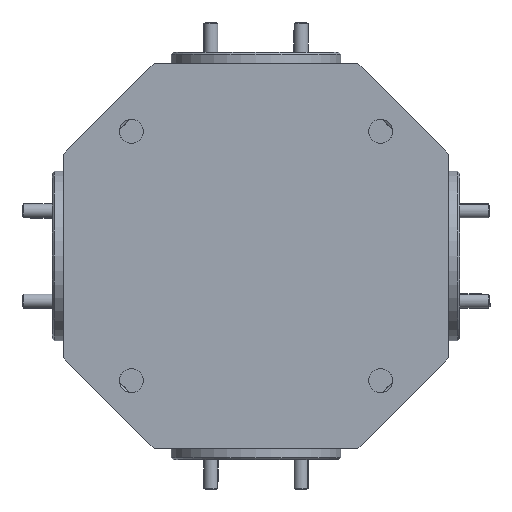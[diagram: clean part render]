
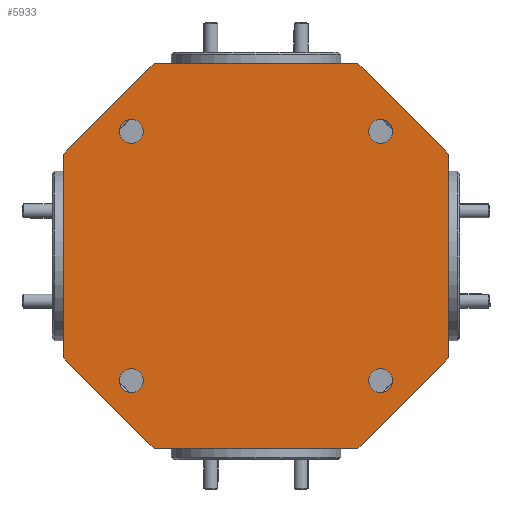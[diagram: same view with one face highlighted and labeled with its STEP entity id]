
A CAD part, front view. The second image highlights one B-rep face of the part: STEP entity #5933.
In plain terms, the highlighted planar face has unit normal (0, -1, 0).
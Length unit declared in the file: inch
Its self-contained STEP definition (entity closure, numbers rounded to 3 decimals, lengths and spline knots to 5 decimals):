
#26 = DIRECTION ( 'NONE',  ( -0.707, 0., 0.707 ) ) ;
#68 = VERTEX_POINT ( 'NONE', #1561 ) ;
#176 = CARTESIAN_POINT ( 'NONE',  ( -0.55, 0., 0.49675 ) ) ;
#268 = CARTESIAN_POINT ( 'NONE',  ( -0.85, 0., -0.45 ) ) ;
#372 = DIRECTION ( 'NONE',  ( 0., 0., -1. ) ) ;
#452 = VERTEX_POINT ( 'NONE', #7944 ) ;
#477 = CARTESIAN_POINT ( 'NONE',  ( -0.85, 0., 0.85 ) ) ;
#541 = CARTESIAN_POINT ( 'NONE',  ( 0.55, 0., -0.55 ) ) ;
#573 = CARTESIAN_POINT ( 'NONE',  ( 0.55, 0., 0.55 ) ) ;
#815 = CARTESIAN_POINT ( 'NONE',  ( 0.55, 0., 0.55 ) ) ;
#836 = AXIS2_PLACEMENT_3D ( 'NONE', #3586, #4342, #7710 ) ;
#883 = DIRECTION ( 'NONE',  ( 0., 0., -1. ) ) ;
#935 = CARTESIAN_POINT ( 'NONE',  ( -0.55, 0., -0.55 ) ) ;
#947 = EDGE_CURVE ( 'NONE', #4389, #68, #10806, .T. ) ;
#993 = FACE_BOUND ( 'NONE', #8588, .T. ) ;
#1111 = EDGE_CURVE ( 'NONE', #7445, #7153, #3745, .T. ) ;
#1122 = ORIENTED_EDGE ( 'NONE', *, *, #6980, .F. ) ;
#1148 = DIRECTION ( 'NONE',  ( 0.707, 0., 0.707 ) ) ;
#1186 = EDGE_CURVE ( 'NONE', #10198, #1437, #4432, .T. ) ;
#1199 = EDGE_CURVE ( 'NONE', #4931, #9053, #8945, .T. ) ;
#1354 = CIRCLE ( 'NONE', #7807, 0.05325 ) ;
#1388 = ORIENTED_EDGE ( 'NONE', *, *, #4179, .F. ) ;
#1437 = VERTEX_POINT ( 'NONE', #8129 ) ;
#1534 = DIRECTION ( 'NONE',  ( 1., 0., 0. ) ) ;
#1561 = CARTESIAN_POINT ( 'NONE',  ( 0.45, 0., 0.85 ) ) ;
#1649 = CARTESIAN_POINT ( 'NONE',  ( 0.55, 0., 0.60325 ) ) ;
#1652 = EDGE_CURVE ( 'NONE', #4093, #4245, #7920, .T. ) ;
#1878 = CARTESIAN_POINT ( 'NONE',  ( 0.55, 0., -0.60325 ) ) ;
#2044 = LINE ( 'NONE', #4450, #3941 ) ;
#2081 = ORIENTED_EDGE ( 'NONE', *, *, #6060, .F. ) ;
#2241 = LINE ( 'NONE', #2294, #9727 ) ;
#2294 = CARTESIAN_POINT ( 'NONE',  ( 0.85, 0., 0.85 ) ) ;
#2414 = EDGE_LOOP ( 'NONE', ( #2458, #1122 ) ) ;
#2458 = ORIENTED_EDGE ( 'NONE', *, *, #4725, .F. ) ;
#2469 = DIRECTION ( 'NONE',  ( -1., 0., 0. ) ) ;
#2578 = DIRECTION ( 'NONE',  ( 0., -1., 0. ) ) ;
#2706 = EDGE_CURVE ( 'NONE', #4389, #5335, #2044, .T. ) ;
#2847 = CARTESIAN_POINT ( 'NONE',  ( -0.55, 0., 0.55 ) ) ;
#2856 = VECTOR ( 'NONE', #1148, 39.37008 ) ;
#3113 = EDGE_CURVE ( 'NONE', #10198, #7493, #6618, .T. ) ;
#3128 = ORIENTED_EDGE ( 'NONE', *, *, #3113, .F. ) ;
#3312 = DIRECTION ( 'NONE',  ( 0., -1., 0. ) ) ;
#3348 = CARTESIAN_POINT ( 'NONE',  ( -0.85, 0., 0.85 ) ) ;
#3363 = ORIENTED_EDGE ( 'NONE', *, *, #7442, .F. ) ;
#3410 = CARTESIAN_POINT ( 'NONE',  ( 0.55, 0., -0.49675 ) ) ;
#3505 = CARTESIAN_POINT ( 'NONE',  ( -0.55, 0., -0.55 ) ) ;
#3524 = FACE_BOUND ( 'NONE', #4065, .T. ) ;
#3586 = CARTESIAN_POINT ( 'NONE',  ( 0., 0., 0. ) ) ;
#3613 = ORIENTED_EDGE ( 'NONE', *, *, #1111, .F. ) ;
#3739 = DIRECTION ( 'NONE',  ( 0., 0., 1. ) ) ;
#3745 = CIRCLE ( 'NONE', #7373, 0.05325 ) ;
#3941 = VECTOR ( 'NONE', #10327, 39.37008 ) ;
#4065 = EDGE_LOOP ( 'NONE', ( #6711, #3363 ) ) ;
#4093 = VERTEX_POINT ( 'NONE', #7336 ) ;
#4176 = CIRCLE ( 'NONE', #6078, 0.05325 ) ;
#4179 = EDGE_CURVE ( 'NONE', #9053, #4931, #10385, .T. ) ;
#4245 = VERTEX_POINT ( 'NONE', #1649 ) ;
#4255 = AXIS2_PLACEMENT_3D ( 'NONE', #2847, #6171, #5364 ) ;
#4342 = DIRECTION ( 'NONE',  ( 0., -1., 0. ) ) ;
#4389 = VERTEX_POINT ( 'NONE', #7159 ) ;
#4393 = FACE_OUTER_BOUND ( 'NONE', #4442, .T. ) ;
#4432 = LINE ( 'NONE', #8633, #2856 ) ;
#4442 = EDGE_LOOP ( 'NONE', ( #9979, #8373, #9164, #5600, #10409, #5860, #3128, #5776 ) ) ;
#4450 = CARTESIAN_POINT ( 'NONE',  ( -0.65, 0., 0.65 ) ) ;
#4551 = DIRECTION ( 'NONE',  ( 0.707, 0., -0.707 ) ) ;
#4587 = VECTOR ( 'NONE', #26, 39.37008 ) ;
#4725 = EDGE_CURVE ( 'NONE', #10237, #8131, #10747, .T. ) ;
#4822 = AXIS2_PLACEMENT_3D ( 'NONE', #9068, #2578, #7383 ) ;
#4883 = DIRECTION ( 'NONE',  ( 0., 0., -1. ) ) ;
#4931 = VERTEX_POINT ( 'NONE', #176 ) ;
#4976 = CARTESIAN_POINT ( 'NONE',  ( -0.55, 0., 0.60325 ) ) ;
#5249 = AXIS2_PLACEMENT_3D ( 'NONE', #935, #3312, #883 ) ;
#5323 = FACE_BOUND ( 'NONE', #7343, .T. ) ;
#5335 = VERTEX_POINT ( 'NONE', #9937 ) ;
#5349 = EDGE_CURVE ( 'NONE', #8860, #7493, #6016, .T. ) ;
#5364 = DIRECTION ( 'NONE',  ( 0., 0., -1. ) ) ;
#5511 = DIRECTION ( 'NONE',  ( 0., 0., -1. ) ) ;
#5600 = ORIENTED_EDGE ( 'NONE', *, *, #2706, .T. ) ;
#5776 = ORIENTED_EDGE ( 'NONE', *, *, #1186, .T. ) ;
#5824 = LINE ( 'NONE', #9146, #4587 ) ;
#5860 = ORIENTED_EDGE ( 'NONE', *, *, #5349, .T. ) ;
#5933 = ADVANCED_FACE ( 'NONE', ( #5323, #8592, #993, #3524, #4393 ), #7006, .T. ) ;
#6016 = LINE ( 'NONE', #6181, #6413 ) ;
#6044 = AXIS2_PLACEMENT_3D ( 'NONE', #3505, #6813, #9323 ) ;
#6060 = EDGE_CURVE ( 'NONE', #7153, #7445, #4176, .T. ) ;
#6078 = AXIS2_PLACEMENT_3D ( 'NONE', #541, #6295, #9606 ) ;
#6155 = VECTOR ( 'NONE', #3739, 39.37008 ) ;
#6171 = DIRECTION ( 'NONE',  ( 0., -1., 0. ) ) ;
#6181 = CARTESIAN_POINT ( 'NONE',  ( -0.65, 0., -0.65 ) ) ;
#6295 = DIRECTION ( 'NONE',  ( 0., -1., 0. ) ) ;
#6345 = AXIS2_PLACEMENT_3D ( 'NONE', #573, #10348, #5511 ) ;
#6413 = VECTOR ( 'NONE', #4551, 39.37008 ) ;
#6618 = LINE ( 'NONE', #9933, #10357 ) ;
#6711 = ORIENTED_EDGE ( 'NONE', *, *, #1652, .F. ) ;
#6813 = DIRECTION ( 'NONE',  ( 0., -1., 0. ) ) ;
#6875 = DIRECTION ( 'NONE',  ( 0., 0., -1. ) ) ;
#6980 = EDGE_CURVE ( 'NONE', #8131, #10237, #9929, .T. ) ;
#7006 = PLANE ( 'NONE',  #836 ) ;
#7153 = VERTEX_POINT ( 'NONE', #1878 ) ;
#7159 = CARTESIAN_POINT ( 'NONE',  ( -0.45, 0., 0.85 ) ) ;
#7336 = CARTESIAN_POINT ( 'NONE',  ( 0.55, 0., 0.49675 ) ) ;
#7343 = EDGE_LOOP ( 'NONE', ( #2081, #3613 ) ) ;
#7373 = AXIS2_PLACEMENT_3D ( 'NONE', #9491, #7864, #6875 ) ;
#7383 = DIRECTION ( 'NONE',  ( 0., 0., -1. ) ) ;
#7442 = EDGE_CURVE ( 'NONE', #4245, #4093, #1354, .T. ) ;
#7445 = VERTEX_POINT ( 'NONE', #3410 ) ;
#7493 = VERTEX_POINT ( 'NONE', #9067 ) ;
#7710 = DIRECTION ( 'NONE',  ( 0., 0., -1. ) ) ;
#7728 = EDGE_CURVE ( 'NONE', #452, #1437, #2241, .T. ) ;
#7807 = AXIS2_PLACEMENT_3D ( 'NONE', #815, #8307, #4883 ) ;
#7864 = DIRECTION ( 'NONE',  ( 0., -1., 0. ) ) ;
#7920 = CIRCLE ( 'NONE', #6345, 0.05325 ) ;
#7944 = CARTESIAN_POINT ( 'NONE',  ( 0.85, 0., 0.45 ) ) ;
#7969 = LINE ( 'NONE', #477, #6155 ) ;
#8129 = CARTESIAN_POINT ( 'NONE',  ( 0.85, 0., -0.45 ) ) ;
#8131 = VERTEX_POINT ( 'NONE', #8927 ) ;
#8307 = DIRECTION ( 'NONE',  ( 0., -1., 0. ) ) ;
#8373 = ORIENTED_EDGE ( 'NONE', *, *, #9523, .T. ) ;
#8588 = EDGE_LOOP ( 'NONE', ( #10226, #1388 ) ) ;
#8592 = FACE_BOUND ( 'NONE', #2414, .T. ) ;
#8633 = CARTESIAN_POINT ( 'NONE',  ( 0.65, 0., -0.65 ) ) ;
#8860 = VERTEX_POINT ( 'NONE', #268 ) ;
#8927 = CARTESIAN_POINT ( 'NONE',  ( -0.55, 0., -0.49675 ) ) ;
#8945 = CIRCLE ( 'NONE', #4255, 0.05325 ) ;
#9053 = VERTEX_POINT ( 'NONE', #4976 ) ;
#9067 = CARTESIAN_POINT ( 'NONE',  ( -0.45, 0., -0.85 ) ) ;
#9068 = CARTESIAN_POINT ( 'NONE',  ( -0.55, 0., 0.55 ) ) ;
#9098 = CARTESIAN_POINT ( 'NONE',  ( 0.45, 0., -0.85 ) ) ;
#9146 = CARTESIAN_POINT ( 'NONE',  ( 0.65, 0., 0.65 ) ) ;
#9164 = ORIENTED_EDGE ( 'NONE', *, *, #947, .F. ) ;
#9323 = DIRECTION ( 'NONE',  ( 0., 0., -1. ) ) ;
#9491 = CARTESIAN_POINT ( 'NONE',  ( 0.55, 0., -0.55 ) ) ;
#9523 = EDGE_CURVE ( 'NONE', #452, #68, #5824, .T. ) ;
#9606 = DIRECTION ( 'NONE',  ( 0., 0., -1. ) ) ;
#9630 = VECTOR ( 'NONE', #1534, 39.37008 ) ;
#9727 = VECTOR ( 'NONE', #372, 39.37008 ) ;
#9929 = CIRCLE ( 'NONE', #5249, 0.05325 ) ;
#9933 = CARTESIAN_POINT ( 'NONE',  ( -0.85, 0., -0.85 ) ) ;
#9937 = CARTESIAN_POINT ( 'NONE',  ( -0.85, 0., 0.45 ) ) ;
#9979 = ORIENTED_EDGE ( 'NONE', *, *, #7728, .F. ) ;
#10107 = EDGE_CURVE ( 'NONE', #8860, #5335, #7969, .T. ) ;
#10198 = VERTEX_POINT ( 'NONE', #9098 ) ;
#10226 = ORIENTED_EDGE ( 'NONE', *, *, #1199, .F. ) ;
#10237 = VERTEX_POINT ( 'NONE', #10522 ) ;
#10327 = DIRECTION ( 'NONE',  ( -0.707, 0., -0.707 ) ) ;
#10348 = DIRECTION ( 'NONE',  ( 0., -1., 0. ) ) ;
#10357 = VECTOR ( 'NONE', #2469, 39.37008 ) ;
#10385 = CIRCLE ( 'NONE', #4822, 0.05325 ) ;
#10409 = ORIENTED_EDGE ( 'NONE', *, *, #10107, .F. ) ;
#10522 = CARTESIAN_POINT ( 'NONE',  ( -0.55, 0., -0.60325 ) ) ;
#10747 = CIRCLE ( 'NONE', #6044, 0.05325 ) ;
#10806 = LINE ( 'NONE', #3348, #9630 ) ;
